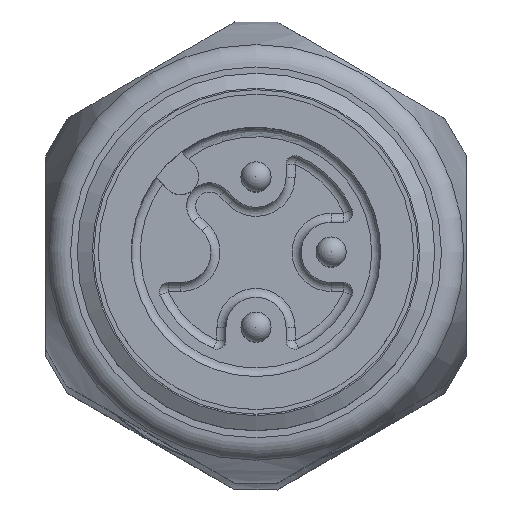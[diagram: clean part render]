
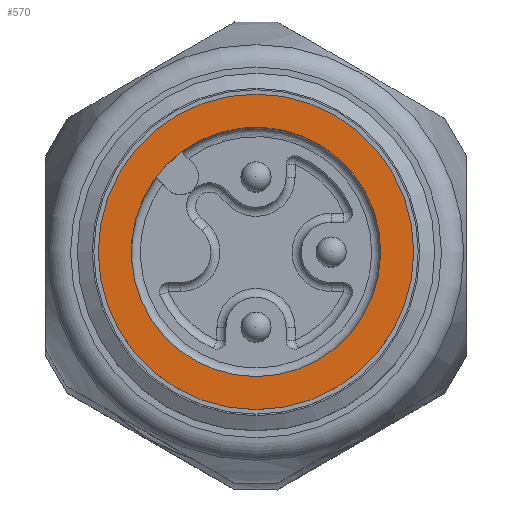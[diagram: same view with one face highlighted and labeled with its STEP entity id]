
A CAD part, top view. The second image highlights one B-rep face of the part: STEP entity #570.
In plain terms, the highlighted planar face has unit normal (0, 0, 1).
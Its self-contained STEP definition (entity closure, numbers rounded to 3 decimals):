
#570=ADVANCED_FACE('',(#789,#790),#672,.F.);
#672=PLANE('',#2541);
#789=FACE_BOUND('',#958,.T.);
#790=FACE_BOUND('',#959,.T.);
#958=EDGE_LOOP('',(#1382));
#959=EDGE_LOOP('',(#1383));
#1382=ORIENTED_EDGE('',*,*,#2010,.F.);
#1383=ORIENTED_EDGE('',*,*,#1974,.T.);
#1732=VERTEX_POINT('',#4151);
#1767=VERTEX_POINT('',#4224);
#1974=EDGE_CURVE('',#1732,#1732,#2217,.T.);
#2010=EDGE_CURVE('',#1767,#1767,#2241,.T.);
#2217=CIRCLE('',#2514,4.15);
#2241=CIRCLE('',#2540,5.25);
#2514=AXIS2_PLACEMENT_3D('',#4150,#3089,#3090);
#2540=AXIS2_PLACEMENT_3D('',#4223,#3153,#3154);
#2541=AXIS2_PLACEMENT_3D('',#4225,#3155,#3156);
#3089=DIRECTION('',(0.,0.,-1.));
#3090=DIRECTION('',(0.,-1.,0.));
#3153=DIRECTION('',(0.,0.,-1.));
#3154=DIRECTION('',(0.,-1.,0.));
#3155=DIRECTION('',(0.,0.,-1.));
#3156=DIRECTION('',(0.,1.,0.));
#4150=CARTESIAN_POINT('',(50.,50.,114.294));
#4151=CARTESIAN_POINT('',(50.,45.85,114.294));
#4223=CARTESIAN_POINT('',(50.,50.,114.294));
#4224=CARTESIAN_POINT('',(50.,44.75,114.294));
#4225=CARTESIAN_POINT('',(50.,54.15,114.294));
